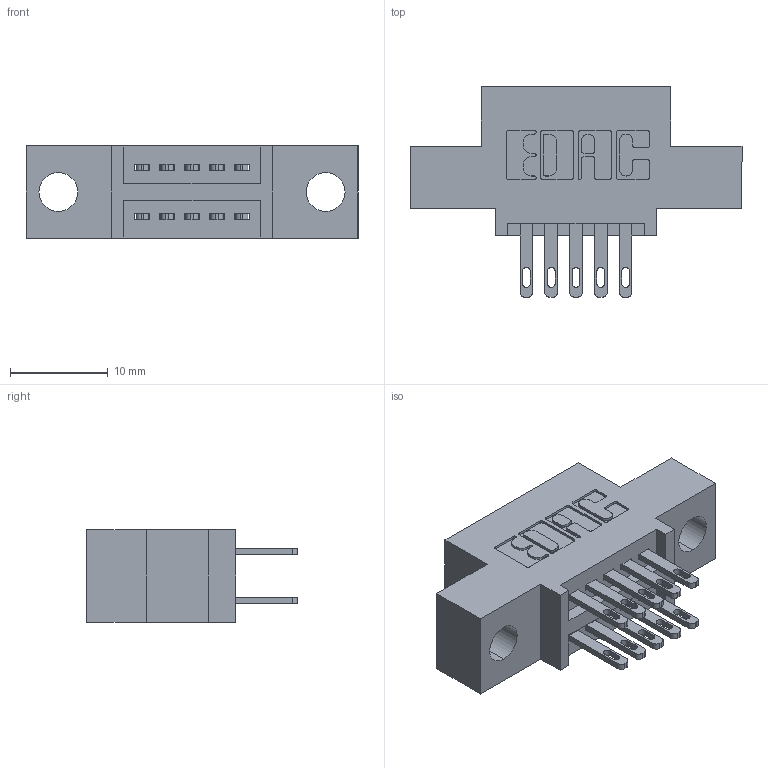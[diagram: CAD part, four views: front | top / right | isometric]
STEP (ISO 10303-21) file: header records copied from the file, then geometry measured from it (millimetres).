
FILE_DESCRIPTION (( 'STEP AP203' ), '1' );
FILE_NAME ('345-010-500-504.STEP', '2018-08-17T07:41:39', ( '' ), ( '' ), 'SwSTEP 2.0', 'SolidWorks 2016', '' );
FILE_SCHEMA (( 'CONFIG_CONTROL_DESIGN' ));
Length unit declared in the file: inch
Products named in the file (3): 345 Part_0.110 Offset - 0.156 Dia-TH; 345-292-001_345-293-100; 345-010-500-504
Assembly tree (11 placements, depth 2):
  345-010-500-504
    345 Part_0.110 Offset - 0.156 Dia-TH
    345-292-001_345-293-100  x10
Bounding box: 33.91 x 21.51 x 9.4 mm (x, y, z)
Volume: 2819.8 mm3; surface area: 3461.6 mm2
Topology: 11 solids, 11 shells, 590 faces, 1763 edges, 1174 vertices
Faces by surface type: plane 354, cylinder 236
Entity records: 8969 total; most frequent: CARTESIAN_POINT 1540, ORIENTED_EDGE 1474, DIRECTION 1405, EDGE_CURVE 737, VECTOR 581, LINE 581, VERTEX_POINT 490, AXIS2_PLACEMENT_3D 412
